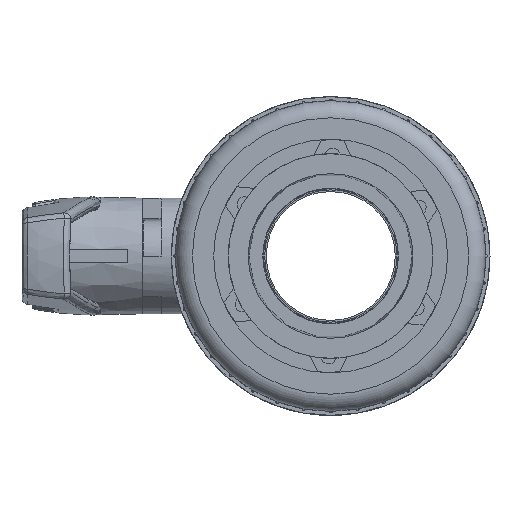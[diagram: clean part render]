
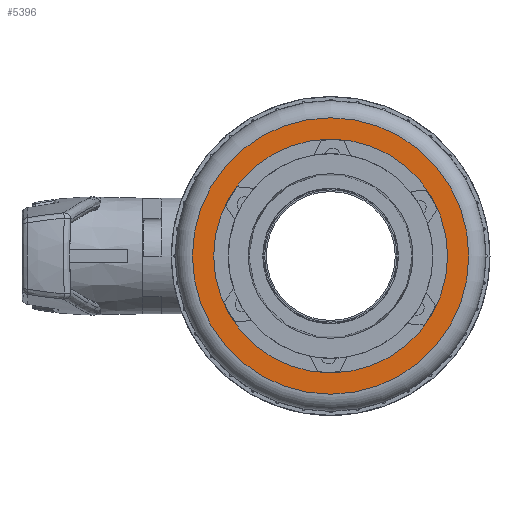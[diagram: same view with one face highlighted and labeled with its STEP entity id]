
A CAD part, left-side view. The second image highlights one B-rep face of the part: STEP entity #5396.
In plain terms, the highlighted planar face has unit normal (-1, 0, 0).
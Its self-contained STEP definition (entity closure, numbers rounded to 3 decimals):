
#5396=ADVANCED_FACE('',(#6785,#6786),#6309,.F.);
#6309=PLANE('',#19987);
#6785=FACE_BOUND('',#7520,.T.);
#6786=FACE_BOUND('',#7521,.T.);
#7520=EDGE_LOOP('',(#10666));
#7521=EDGE_LOOP('',(#10667));
#10666=ORIENTED_EDGE('',*,*,#17014,.T.);
#10667=ORIENTED_EDGE('',*,*,#17015,.T.);
#14763=VERTEX_POINT('',#36494);
#14764=VERTEX_POINT('',#36496);
#17014=EDGE_CURVE('',#14763,#14763,#18806,.T.);
#17015=EDGE_CURVE('',#14764,#14764,#18807,.T.);
#18806=CIRCLE('',#19985,94.54);
#18807=CIRCLE('',#19986,80.);
#19985=AXIS2_PLACEMENT_3D('',#36493,#23050,#23051);
#19986=AXIS2_PLACEMENT_3D('',#36495,#23052,#23053);
#19987=AXIS2_PLACEMENT_3D('',#36497,#23054,#23055);
#23050=DIRECTION('',(-1.,0.,0.));
#23051=DIRECTION('',(0.,1.,0.));
#23052=DIRECTION('',(1.,0.,0.));
#23053=DIRECTION('',(0.,1.,0.));
#23054=DIRECTION('',(1.,0.,0.));
#23055=DIRECTION('',(0.,-1.,0.));
#36493=CARTESIAN_POINT('',(847.74,-1.25,0.));
#36494=CARTESIAN_POINT('',(847.74,93.29,0.));
#36495=CARTESIAN_POINT('',(847.74,-1.25,0.));
#36496=CARTESIAN_POINT('',(847.74,78.75,0.));
#36497=CARTESIAN_POINT('',(847.74,104.89,0.));
